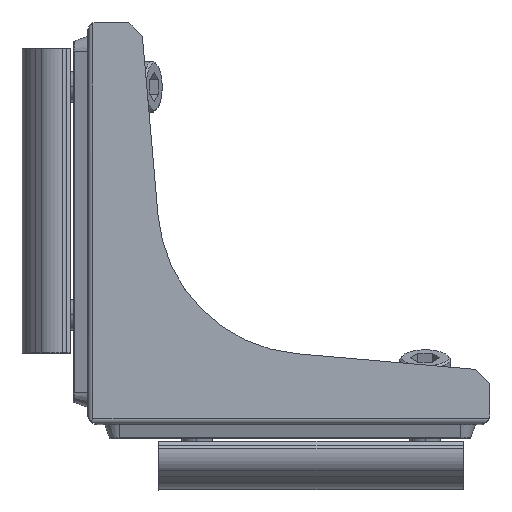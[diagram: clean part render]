
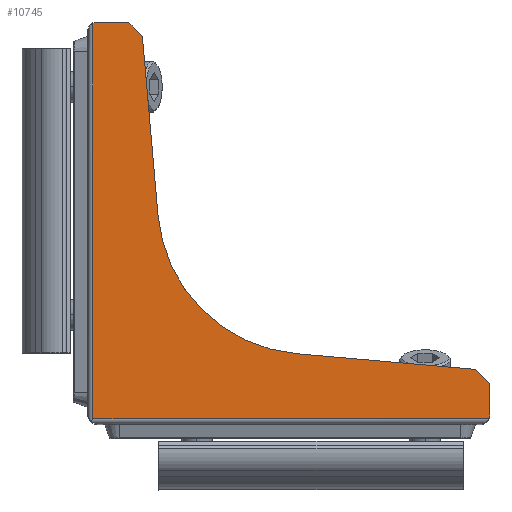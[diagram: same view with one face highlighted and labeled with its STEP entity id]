
A CAD part, top view. The second image highlights one B-rep face of the part: STEP entity #10745.
In plain terms, the highlighted planar face has unit normal (0, 0, 1).
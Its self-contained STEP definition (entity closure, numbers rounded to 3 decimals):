
#140 = DIRECTION ( 'NONE',  ( -1., 0., 0. ) ) ;
#159 = LINE ( 'NONE', #20148, #3541 ) ;
#372 = CARTESIAN_POINT ( 'NONE',  ( 76.5, 1., 0. ) ) ;
#565 = ORIENTED_EDGE ( 'NONE', *, *, #18972, .T. ) ;
#596 = VECTOR ( 'NONE', #13316, 1000. ) ;
#991 = VERTEX_POINT ( 'NONE', #6062 ) ;
#1029 = ORIENTED_EDGE ( 'NONE', *, *, #13917, .T. ) ;
#1132 = VERTEX_POINT ( 'NONE', #14654 ) ;
#1134 = CARTESIAN_POINT ( 'NONE',  ( 79.25, 7.712, 0. ) ) ;
#1174 = EDGE_CURVE ( 'NONE', #15679, #23394, #18458, .T. ) ;
#1232 = EDGE_CURVE ( 'NONE', #15598, #17920, #7341, .T. ) ;
#1310 = VERTEX_POINT ( 'NONE', #3968 ) ;
#1716 = AXIS2_PLACEMENT_3D ( 'NONE', #7500, #14925, #5718 ) ;
#2263 = CARTESIAN_POINT ( 'NONE',  ( 1.75, 77.5, 0. ) ) ;
#2307 = CARTESIAN_POINT ( 'NONE',  ( 10.763, 76.24, 0. ) ) ;
#2436 = DIRECTION ( 'NONE',  ( 1., 0., 0. ) ) ;
#3079 = ORIENTED_EDGE ( 'NONE', *, *, #9949, .T. ) ;
#3541 = VECTOR ( 'NONE', #5453, 1000. ) ;
#3839 = CARTESIAN_POINT ( 'NONE',  ( 79.25, 7.712, 0. ) ) ;
#3930 = CARTESIAN_POINT ( 'NONE',  ( 78.75, 7.712, 0. ) ) ;
#3968 = CARTESIAN_POINT ( 'NONE',  ( 1., 79.081, 0. ) ) ;
#4317 = AXIS2_PLACEMENT_3D ( 'NONE', #3930, #11295, #22615 ) ;
#4396 = FACE_OUTER_BOUND ( 'NONE', #14965, .T. ) ;
#4483 = ORIENTED_EDGE ( 'NONE', *, *, #17063, .T. ) ;
#4800 = VERTEX_POINT ( 'NONE', #23867 ) ;
#5374 = CARTESIAN_POINT ( 'NONE',  ( 76.197, 10.265, 0. ) ) ;
#5453 = DIRECTION ( 'NONE',  ( -0.996, 0.087, 0. ) ) ;
#5546 = EDGE_CURVE ( 'NONE', #1132, #4800, #7845, .T. ) ;
#5548 = ORIENTED_EDGE ( 'NONE', *, *, #11672, .T. ) ;
#5585 = VECTOR ( 'NONE', #15148, 1000. ) ;
#5636 = EDGE_CURVE ( 'NONE', #1310, #991, #7712, .T. ) ;
#5718 = DIRECTION ( 'NONE',  ( 1., 0., 0. ) ) ;
#6002 = CARTESIAN_POINT ( 'NONE',  ( 76.24, 10.763, 0. ) ) ;
#6062 = CARTESIAN_POINT ( 'NONE',  ( 1., 1., 0. ) ) ;
#6067 = CARTESIAN_POINT ( 'NONE',  ( 1.75, 79.25, 0. ) ) ;
#6262 = CARTESIAN_POINT ( 'NONE',  ( 10.619, 76.55, 0. ) ) ;
#6470 = VERTEX_POINT ( 'NONE', #18878 ) ;
#6558 = CARTESIAN_POINT ( 'NONE',  ( 76.5, -3.25, 0. ) ) ;
#7341 = LINE ( 'NONE', #3839, #596 ) ;
#7397 = AXIS2_PLACEMENT_3D ( 'NONE', #2263, #17068, #15350 ) ;
#7479 = VERTEX_POINT ( 'NONE', #17650 ) ;
#7500 = CARTESIAN_POINT ( 'NONE',  ( 10.265, 76.197, 0. ) ) ;
#7712 = LINE ( 'NONE', #13347, #5585 ) ;
#7744 = EDGE_CURVE ( 'NONE', #6470, #13512, #20976, .T. ) ;
#7779 = EDGE_CURVE ( 'NONE', #23061, #1132, #11507, .T. ) ;
#7845 = CIRCLE ( 'NONE', #1716, 0.5 ) ;
#7912 = EDGE_CURVE ( 'NONE', #13512, #16710, #159, .T. ) ;
#8437 = CARTESIAN_POINT ( 'NONE',  ( 79.081, 1., 0. ) ) ;
#8927 = AXIS2_PLACEMENT_3D ( 'NONE', #6558, #21245, #15425 ) ;
#9165 = CARTESIAN_POINT ( 'NONE',  ( 43.723, 43.723, 0. ) ) ;
#9558 = DIRECTION ( 'NONE',  ( 1., 0., 0. ) ) ;
#9630 = DIRECTION ( 'NONE',  ( -0.087, 0.996, 0. ) ) ;
#9830 = AXIS2_PLACEMENT_3D ( 'NONE', #13398, #17166, #9558 ) ;
#9851 = DIRECTION ( 'NONE',  ( -0.707, 0.707, 0. ) ) ;
#9949 = EDGE_CURVE ( 'NONE', #23394, #1310, #19078, .T. ) ;
#10139 = DIRECTION ( 'NONE',  ( 0., 0., 1. ) ) ;
#10621 = CIRCLE ( 'NONE', #9830, 1.75 ) ;
#10703 = CARTESIAN_POINT ( 'NONE',  ( 13.837, 41.108, 0. ) ) ;
#10745 = ADVANCED_FACE ( 'NONE', ( #4396 ), #11776, .T. ) ;
#11195 = CARTESIAN_POINT ( 'NONE',  ( 8.065, 79.104, 0. ) ) ;
#11295 = DIRECTION ( 'NONE',  ( 0., 0., 1. ) ) ;
#11507 = LINE ( 'NONE', #2307, #22523 ) ;
#11672 = EDGE_CURVE ( 'NONE', #16710, #23061, #14290, .T. ) ;
#11776 = PLANE ( 'NONE',  #8927 ) ;
#11997 = ORIENTED_EDGE ( 'NONE', *, *, #1174, .T. ) ;
#12173 = VECTOR ( 'NONE', #140, 1000. ) ;
#12315 = VECTOR ( 'NONE', #15363, 1000. ) ;
#12751 = DIRECTION ( 'NONE',  ( 0., 0., 1. ) ) ;
#13073 = LINE ( 'NONE', #372, #12315 ) ;
#13204 = ORIENTED_EDGE ( 'NONE', *, *, #7779, .T. ) ;
#13316 = DIRECTION ( 'NONE',  ( 0., 1., 0. ) ) ;
#13347 = CARTESIAN_POINT ( 'NONE',  ( 1., -3.25, 0. ) ) ;
#13398 = CARTESIAN_POINT ( 'NONE',  ( 77.5, 1.75, 0. ) ) ;
#13512 = VERTEX_POINT ( 'NONE', #6002 ) ;
#13732 = AXIS2_PLACEMENT_3D ( 'NONE', #20775, #10139, #2436 ) ;
#13886 = LINE ( 'NONE', #6262, #21512 ) ;
#13917 = EDGE_CURVE ( 'NONE', #991, #22446, #13073, .T. ) ;
#13942 = CARTESIAN_POINT ( 'NONE',  ( 76.55, 10.619, 0. ) ) ;
#14290 = CIRCLE ( 'NONE', #18225, 30. ) ;
#14654 = CARTESIAN_POINT ( 'NONE',  ( 10.763, 76.24, 0. ) ) ;
#14925 = DIRECTION ( 'NONE',  ( 0., 0., 1. ) ) ;
#14965 = EDGE_LOOP ( 'NONE', ( #16621, #1029, #16080, #21593, #565, #21753, #19110, #15498, #5548, #13204, #22499, #18029, #4483, #11997, #3079 ) ) ;
#15148 = DIRECTION ( 'NONE',  ( 0., -1., 0. ) ) ;
#15350 = DIRECTION ( 'NONE',  ( -1., 0., 0. ) ) ;
#15363 = DIRECTION ( 'NONE',  ( 1., 0., 0. ) ) ;
#15425 = DIRECTION ( 'NONE',  ( 1., 0., 0. ) ) ;
#15481 = CARTESIAN_POINT ( 'NONE',  ( 79.25, 1.75, 0. ) ) ;
#15498 = ORIENTED_EDGE ( 'NONE', *, *, #7912, .T. ) ;
#15598 = VERTEX_POINT ( 'NONE', #15481 ) ;
#15679 = VERTEX_POINT ( 'NONE', #21079 ) ;
#16080 = ORIENTED_EDGE ( 'NONE', *, *, #17797, .T. ) ;
#16423 = DIRECTION ( 'NONE',  ( 0., 0., -1. ) ) ;
#16621 = ORIENTED_EDGE ( 'NONE', *, *, #5636, .T. ) ;
#16656 = DIRECTION ( 'NONE',  ( 1., 0., 0. ) ) ;
#16710 = VERTEX_POINT ( 'NONE', #18420 ) ;
#17063 = EDGE_CURVE ( 'NONE', #21393, #15679, #19569, .T. ) ;
#17068 = DIRECTION ( 'NONE',  ( 0., 0., 1. ) ) ;
#17166 = DIRECTION ( 'NONE',  ( 0., 0., 1. ) ) ;
#17650 = CARTESIAN_POINT ( 'NONE',  ( 79.104, 8.065, 0. ) ) ;
#17797 = EDGE_CURVE ( 'NONE', #22446, #15598, #10621, .T. ) ;
#17920 = VERTEX_POINT ( 'NONE', #1134 ) ;
#18029 = ORIENTED_EDGE ( 'NONE', *, *, #21488, .T. ) ;
#18225 = AXIS2_PLACEMENT_3D ( 'NONE', #9165, #16423, #16656 ) ;
#18420 = CARTESIAN_POINT ( 'NONE',  ( 41.108, 13.837, 0. ) ) ;
#18458 = LINE ( 'NONE', #20481, #12173 ) ;
#18472 = VECTOR ( 'NONE', #19564, 1000. ) ;
#18878 = CARTESIAN_POINT ( 'NONE',  ( 76.55, 10.619, 0. ) ) ;
#18972 = EDGE_CURVE ( 'NONE', #17920, #7479, #20977, .T. ) ;
#19078 = CIRCLE ( 'NONE', #7397, 1.75 ) ;
#19110 = ORIENTED_EDGE ( 'NONE', *, *, #7744, .T. ) ;
#19564 = DIRECTION ( 'NONE',  ( -0.707, 0.707, 0. ) ) ;
#19569 = CIRCLE ( 'NONE', #13732, 0.5 ) ;
#19921 = LINE ( 'NONE', #13942, #18472 ) ;
#20148 = CARTESIAN_POINT ( 'NONE',  ( 76.24, 10.763, 0. ) ) ;
#20176 = DIRECTION ( 'NONE',  ( -1., 0., 0. ) ) ;
#20481 = CARTESIAN_POINT ( 'NONE',  ( 1.75, 79.25, 0. ) ) ;
#20597 = AXIS2_PLACEMENT_3D ( 'NONE', #5374, #12751, #20176 ) ;
#20775 = CARTESIAN_POINT ( 'NONE',  ( 7.712, 78.75, 0. ) ) ;
#20976 = CIRCLE ( 'NONE', #20597, 0.5 ) ;
#20977 = CIRCLE ( 'NONE', #4317, 0.5 ) ;
#21079 = CARTESIAN_POINT ( 'NONE',  ( 7.712, 79.25, 0. ) ) ;
#21245 = DIRECTION ( 'NONE',  ( 0., 0., 1. ) ) ;
#21393 = VERTEX_POINT ( 'NONE', #11195 ) ;
#21488 = EDGE_CURVE ( 'NONE', #4800, #21393, #13886, .T. ) ;
#21512 = VECTOR ( 'NONE', #9851, 1000. ) ;
#21593 = ORIENTED_EDGE ( 'NONE', *, *, #1232, .T. ) ;
#21634 = EDGE_CURVE ( 'NONE', #7479, #6470, #19921, .T. ) ;
#21753 = ORIENTED_EDGE ( 'NONE', *, *, #21634, .T. ) ;
#22446 = VERTEX_POINT ( 'NONE', #8437 ) ;
#22499 = ORIENTED_EDGE ( 'NONE', *, *, #5546, .T. ) ;
#22523 = VECTOR ( 'NONE', #9630, 1000. ) ;
#22615 = DIRECTION ( 'NONE',  ( -1., 0., 0. ) ) ;
#23061 = VERTEX_POINT ( 'NONE', #10703 ) ;
#23394 = VERTEX_POINT ( 'NONE', #6067 ) ;
#23867 = CARTESIAN_POINT ( 'NONE',  ( 10.619, 76.55, 0. ) ) ;
